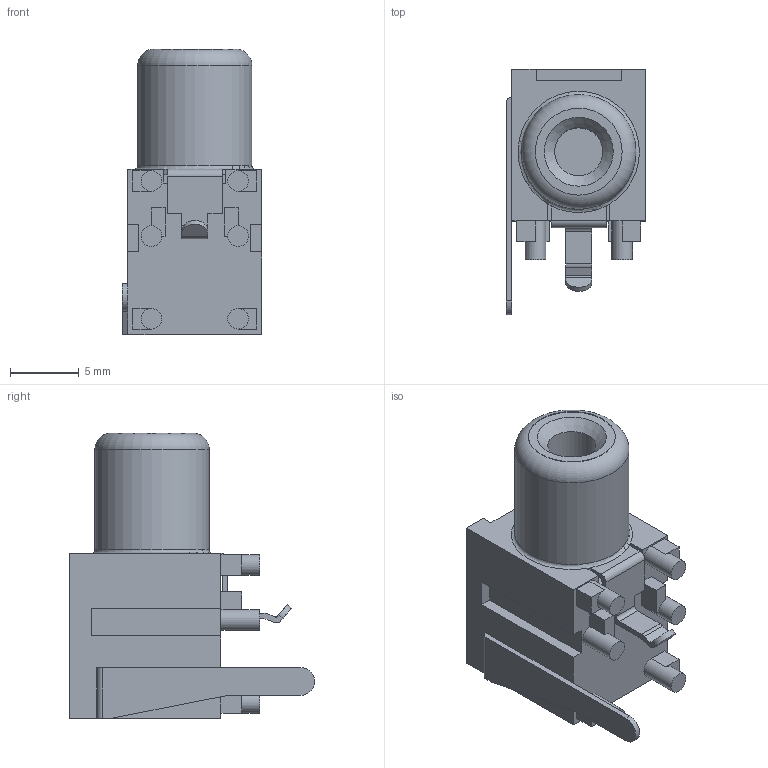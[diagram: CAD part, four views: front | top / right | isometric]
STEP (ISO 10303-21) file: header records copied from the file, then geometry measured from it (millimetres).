
FILE_DESCRIPTION(/* description */ (''),/* implementation_level */ '2;1');
FILE_NAME(/* name */ 'FC68371 RCA PHS-2B.stp',/* time_stamp */ '2024-08-01T15:39:44+01:00',/* author */ ('tottley'),/* organization */ (''),/* preprocessor_version */ 'ST-DEVELOPER v18.1',/* originating_system */ 'Autodesk Inventor 2022',/* authorisation */ '');
FILE_SCHEMA (('AUTOMOTIVE_DESIGN { 1 0 10303 214 3 1 1 }'));
Length unit declared in the file: millimetre
Products named in the file (1): FC68371 RCA PHS-2B
Bounding box: 10.1 x 17.8 x 20.7 mm (x, y, z)
Volume: 1624.5 mm3; surface area: 1299.8 mm2
Topology: 1 solids, 1 shells, 103 faces, 272 edges, 178 vertices
Faces by surface type: plane 78, cylinder 22, torus 2, cone 1
Full cylindrical faces by diameter (mm): 1.5 x6, 3.5 x1, 6.3 x1, 8.3 x1
Entity records: 3328 total; most frequent: CARTESIAN_POINT 554, ORIENTED_EDGE 544, DIRECTION 542, EDGE_CURVE 272, LINE 210, VECTOR 210, VERTEX_POINT 178, AXIS2_PLACEMENT_3D 166
